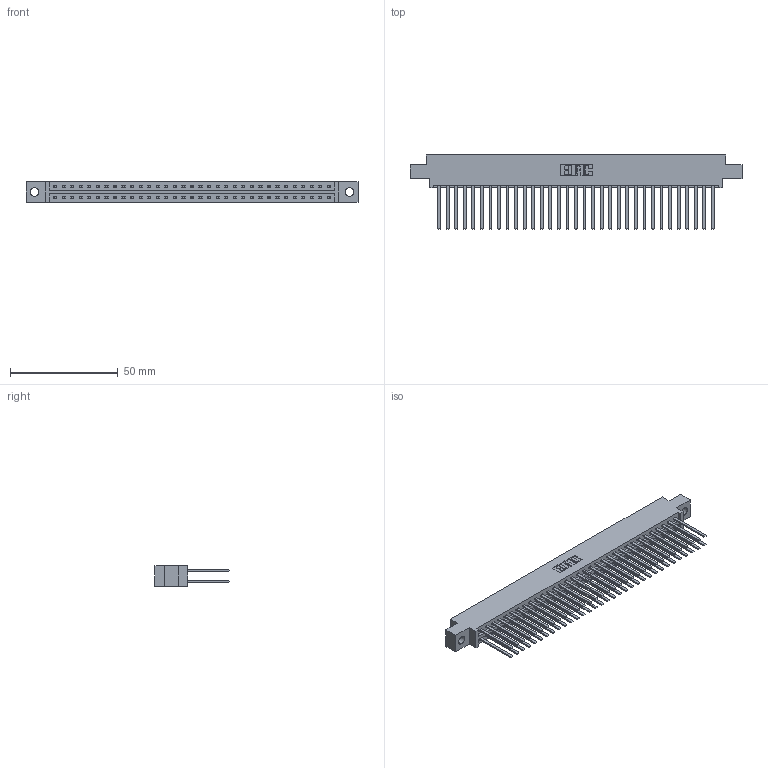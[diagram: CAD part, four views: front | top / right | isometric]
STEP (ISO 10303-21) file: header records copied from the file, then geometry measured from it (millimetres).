
FILE_DESCRIPTION (( 'STEP AP203' ), '1' );
FILE_NAME ('387-066-544-804.STEP', '2018-09-21T10:27:01', ( '' ), ( '' ), 'SwSTEP 2.0', 'SolidWorks 2016', '' );
FILE_SCHEMA (( 'CONFIG_CONTROL_DESIGN' ));
Length unit declared in the file: inch
Products named in the file (3): 337 Part_0.170 Offset - 0.156 Dia-TH; 345-292-001_345-293-144; 387-066-544-804
Assembly tree (67 placements, depth 2):
  387-066-544-804
    337 Part_0.170 Offset - 0.156 Dia-TH
    345-292-001_345-293-144  x66
Bounding box: 153.77 x 34.3 x 9.4 mm (x, y, z)
Volume: 16805.7 mm3; surface area: 21839.1 mm2
Topology: 67 solids, 67 shells, 3286 faces, 9761 edges, 6418 vertices
Faces by surface type: plane 2318, cylinder 968
Entity records: 26701 total; most frequent: CARTESIAN_POINT 4506, ORIENTED_EDGE 4442, DIRECTION 3845, EDGE_CURVE 2221, VECTOR 2097, LINE 2097, VERTEX_POINT 1478, AXIS2_PLACEMENT_3D 874
